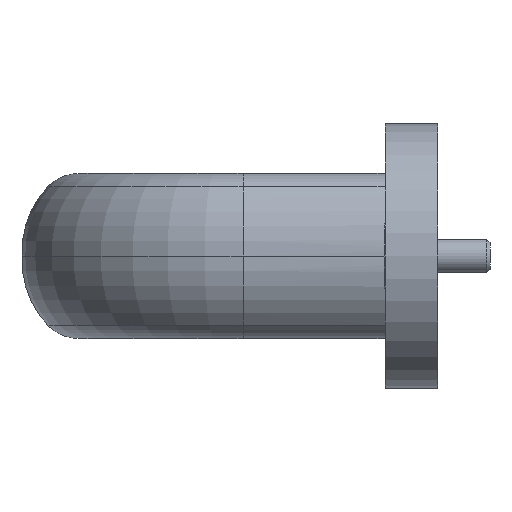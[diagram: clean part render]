
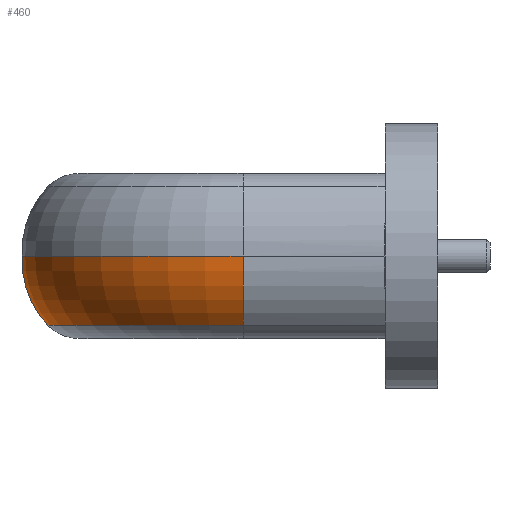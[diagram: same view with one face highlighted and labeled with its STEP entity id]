
A CAD part, left-side view. The second image highlights one B-rep face of the part: STEP entity #460.
In plain terms, the highlighted toroidal (fillet/blend) face has major radius 19.114 mm and minor radius 14.4 mm.
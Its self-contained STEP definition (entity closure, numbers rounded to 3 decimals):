
#460 = ADVANCED_FACE( '', ( #1014 ), #1015, .T. );
#1014 = FACE_OUTER_BOUND( '', #1625, .T. );
#1015 = TOROIDAL_SURFACE( '', #1626, 19.114, 14.4 );
#1625 = EDGE_LOOP( '', ( #2814, #2815, #2816, #2817 ) );
#1626 = AXIS2_PLACEMENT_3D( '', #2818, #2819, #2820 );
#2814 = ORIENTED_EDGE( '', *, *, #3472, .T. );
#2815 = ORIENTED_EDGE( '', *, *, #3655, .F. );
#2816 = ORIENTED_EDGE( '', *, *, #3656, .F. );
#2817 = ORIENTED_EDGE( '', *, *, #3300, .T. );
#2818 = CARTESIAN_POINT( '', ( 25., 29.5, -0.631 ) );
#2819 = DIRECTION( '', ( 0., 0., -1. ) );
#2820 = DIRECTION( '', ( -1., 0., 0. ) );
#3300 = EDGE_CURVE( '', #3907, #3905, #3908, .T. );
#3472 = EDGE_CURVE( '', #3905, #4160, #4178, .T. );
#3655 = EDGE_CURVE( '', #4338, #4160, #4420, .T. );
#3656 = EDGE_CURVE( '', #3907, #4338, #4421, .T. );
#3905 = VERTEX_POINT( '', #4719 );
#3907 = VERTEX_POINT( '', #4722 );
#3908 = CIRCLE( '', #4723, 14.4 );
#4160 = VERTEX_POINT( '', #5037 );
#4178 = CIRCLE( '', #5060, 33.5 );
#4338 = VERTEX_POINT( '', #5251 );
#4420 = CIRCLE( '', #5350, 14.4 );
#4421 = CIRCLE( '', #5351, 29.6 );
#4719 = CARTESIAN_POINT( '', ( -8.5, 29.5, 0. ) );
#4722 = CARTESIAN_POINT( '', ( -4.6, 29.5, -10.5 ) );
#4723 = AXIS2_PLACEMENT_3D( '', #5584, #5585, #5586 );
#5037 = CARTESIAN_POINT( '', ( 25., 63., 0. ) );
#5060 = AXIS2_PLACEMENT_3D( '', #5837, #5838, #5839 );
#5251 = CARTESIAN_POINT( '', ( 25., 59.1, -10.5 ) );
#5350 = AXIS2_PLACEMENT_3D( '', #6092, #6093, #6094 );
#5351 = AXIS2_PLACEMENT_3D( '', #6095, #6096, #6097 );
#5584 = CARTESIAN_POINT( '', ( 5.886, 29.5, -0.631 ) );
#5585 = DIRECTION( '', ( 0., 1., 0. ) );
#5586 = DIRECTION( '', ( 1., 0., 0. ) );
#5837 = CARTESIAN_POINT( '', ( 25., 29.5, 0. ) );
#5838 = DIRECTION( '', ( 0., 0., -1. ) );
#5839 = DIRECTION( '', ( -1., 0., 0. ) );
#6092 = CARTESIAN_POINT( '', ( 25., 48.614, -0.631 ) );
#6093 = DIRECTION( '', ( 1., 0., 0. ) );
#6094 = DIRECTION( '', ( 0., -1., 0. ) );
#6095 = CARTESIAN_POINT( '', ( 25., 29.5, -10.5 ) );
#6096 = DIRECTION( '', ( 0., 0., -1. ) );
#6097 = DIRECTION( '', ( -1., 0., 0. ) );
